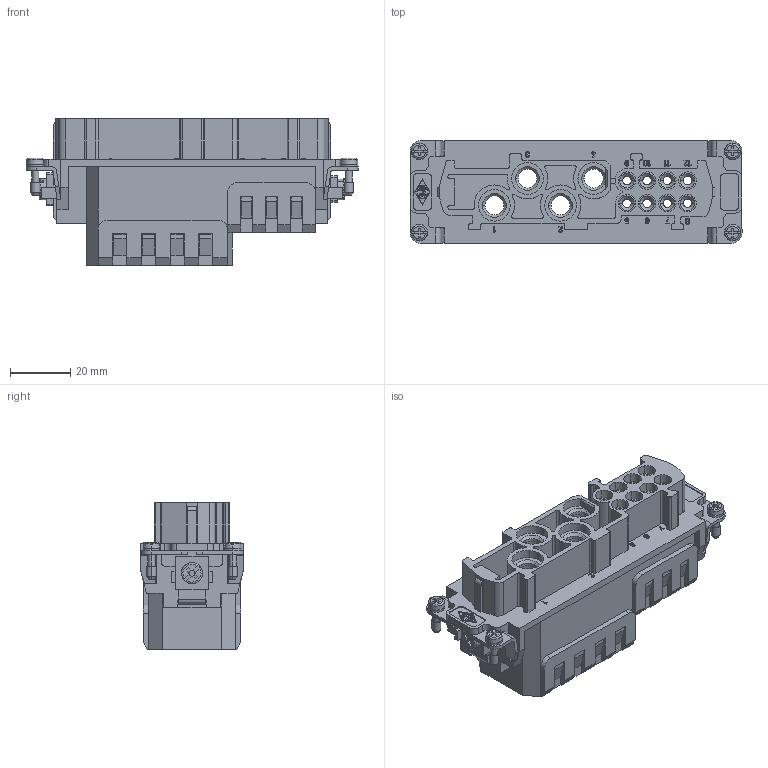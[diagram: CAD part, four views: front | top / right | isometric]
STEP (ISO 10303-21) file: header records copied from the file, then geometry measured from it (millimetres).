
FILE_DESCRIPTION(('Creo Elements/Direct Modeling STEP Export'),'2;1');
FILE_NAME('0ln7uvk5bgnd7843732','2021-07-01T14:52:59',(''),(''),'Creo Elements/Direct Modeling STEP processor for AP214 (Solid Model)','Creo Elements/Direct Modeling 20.1B 02-Apr-2019 (C) Parametric Technology GmbH','');
FILE_SCHEMA(('AUTOMOTIVE_DESIGN { 1 0 10303 214 1 1 1 1 }'));
Products named in the file (2): CXCF_4-8
Assembly tree (1 placements, depth 2):
  CXCF_4-8
    CXCF_4-8
Bounding box: 110.2 x 34 x 48.7 mm (x, y, z)
Volume: 74573.7 mm3; surface area: 36992.1 mm2
Topology: 1 solids, 1 shells, 1735 faces, 5383 edges, 3780 vertices
Faces by surface type: plane 1388, cylinder 295, cone 40, torus 12
Entity records: 72683 total; most frequent: CARTESIAN_POINT 10842, ORIENTED_EDGE 10766, DIRECTION 8936, EDGE_CURVE 5383, VECTOR 4564, LINE 4564, VERTEX_POINT 3780, AXIS2_PLACEMENT_3D 2186
